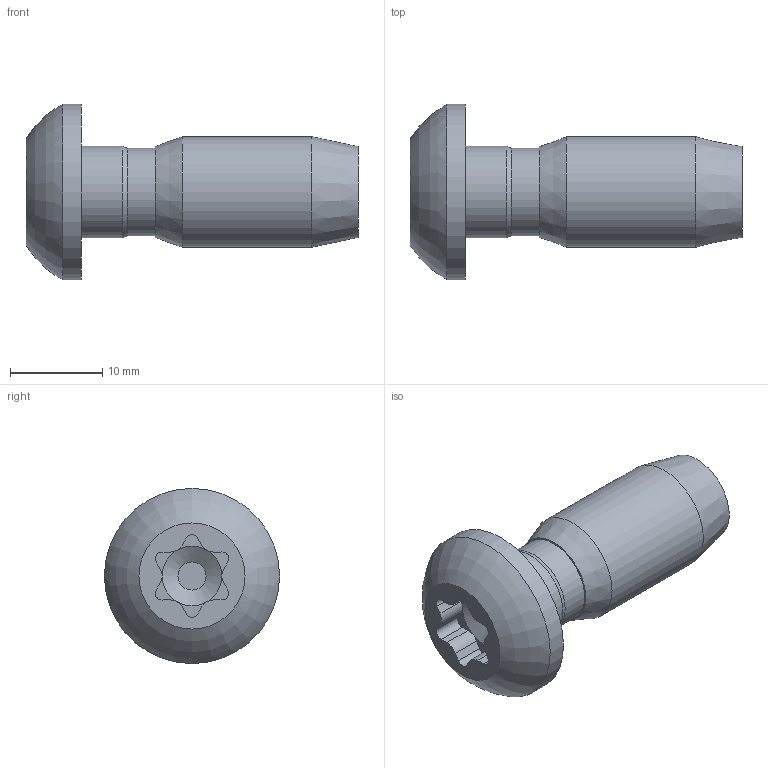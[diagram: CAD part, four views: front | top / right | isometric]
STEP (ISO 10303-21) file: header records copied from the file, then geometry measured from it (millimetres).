
FILE_DESCRIPTION(/* description */ ('STEP AP214'),/* implementation_level */ '2;1');
FILE_NAME(/* name */ '093S1230T',/* time_stamp */ '2022-09-29T15:49:48+02:00',/* author */ ('License CC BY-ND 4.0'),/* organization */ ('CADENAS'),/* preprocessor_version */ 'ST-DEVELOPER v18.102',/* originating_system */ 'PARTsolutions',/* authorisation */ ' ');
FILE_SCHEMA (('AUTOMOTIVE_DESIGN {1 0 10303 214 3 1 1}'));
Length unit declared in the file: millimetre
Products named in the file (1): 093S1230T
Bounding box: 36 x 19 x 19 mm (x, y, z)
Volume: 4147.3 mm3; surface area: 1942.3 mm2
Topology: 1 solids, 1 shells, 40 faces, 98 edges, 63 vertices
Faces by surface type: plane 19, cylinder 16, cone 4, torus 1
Full cylindrical faces by diameter (mm): 9.5 x1, 9.9 x1, 12 x1, 19 x1
Entity records: 1162 total; most frequent: DIRECTION 210, CARTESIAN_POINT 191, ORIENTED_EDGE 176, EDGE_CURVE 88, AXIS2_PLACEMENT_3D 81, VERTEX_POINT 62, EDGE_LOOP 52, FACE_BOUND 52
